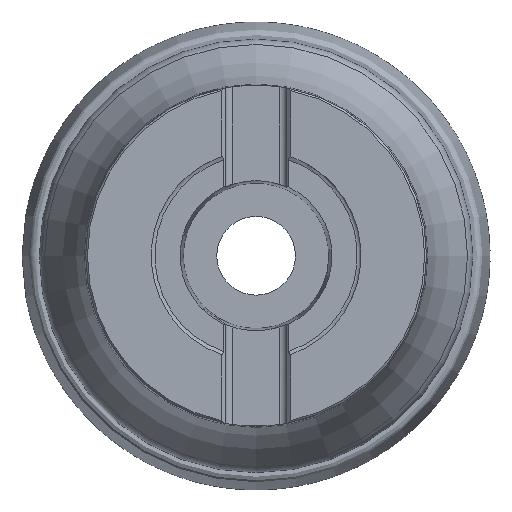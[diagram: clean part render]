
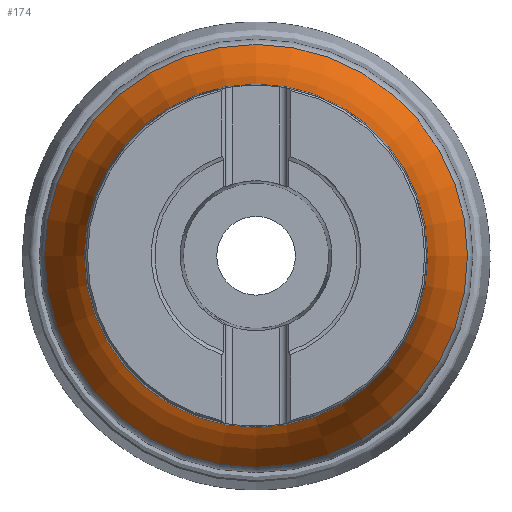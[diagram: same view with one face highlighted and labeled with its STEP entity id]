
A CAD part, top view. The second image highlights one B-rep face of the part: STEP entity #174.
In plain terms, the highlighted toroidal (fillet/blend) face has major radius 105.049 mm and minor radius 60 mm.
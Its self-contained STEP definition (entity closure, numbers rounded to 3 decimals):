
#57=TOROIDAL_SURFACE('',#888,105.049,60.);
#174=ADVANCED_FACE('',(#226,#227),#57,.F.);
#226=FACE_BOUND('',#272,.T.);
#227=FACE_BOUND('',#273,.T.);
#272=EDGE_LOOP('',(#423));
#273=EDGE_LOOP('',(#424));
#350=CIRCLE('',#886,45.822);
#351=CIRCLE('',#887,56.428);
#423=ORIENTED_EDGE('',*,*,#656,.T.);
#424=ORIENTED_EDGE('',*,*,#657,.T.);
#587=VERTEX_POINT('',#1499);
#588=VERTEX_POINT('',#1501);
#656=EDGE_CURVE('',#587,#587,#350,.T.);
#657=EDGE_CURVE('',#588,#588,#351,.T.);
#886=AXIS2_PLACEMENT_3D('',#1498,#1043,#1044);
#887=AXIS2_PLACEMENT_3D('',#1500,#1045,#1046);
#888=AXIS2_PLACEMENT_3D('',#1502,#1047,#1048);
#1043=DIRECTION('',(0.,0.,-1.));
#1044=DIRECTION('',(-1.,0.,0.));
#1045=DIRECTION('',(0.,0.,1.));
#1046=DIRECTION('',(-1.,0.,0.));
#1047=DIRECTION('',(0.,0.,1.));
#1048=DIRECTION('',(1.,0.,0.));
#1498=CARTESIAN_POINT('',(0.,0.,-17.258));
#1499=CARTESIAN_POINT('',(-45.822,0.,-17.258));
#1500=CARTESIAN_POINT('',(0.,0.,-42.814));
#1501=CARTESIAN_POINT('',(-56.428,0.,-42.814));
#1502=CARTESIAN_POINT('',(0.,0.,-7.658));
